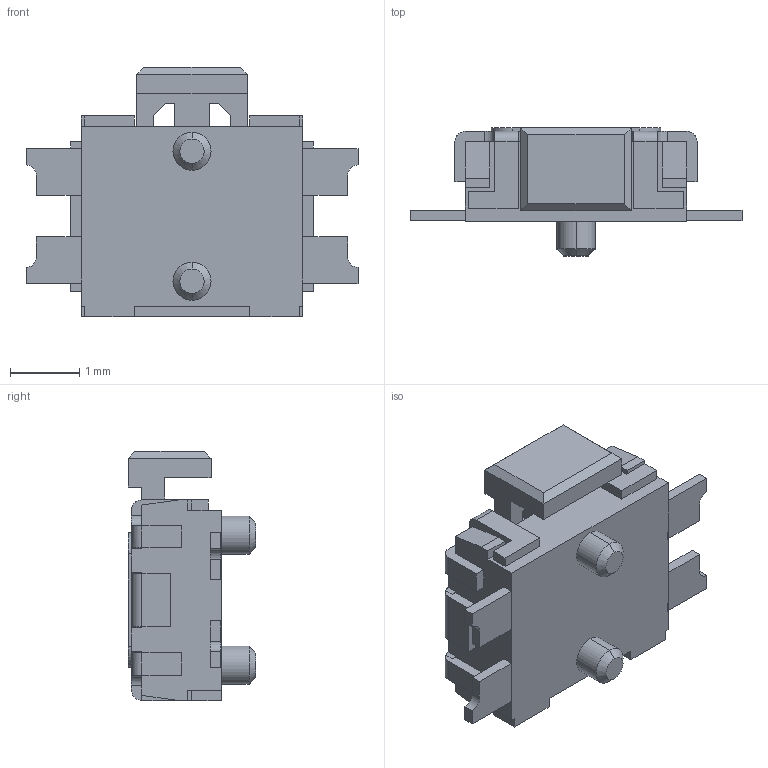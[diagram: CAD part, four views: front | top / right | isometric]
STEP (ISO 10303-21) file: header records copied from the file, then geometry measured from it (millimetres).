
FILE_DESCRIPTION (( 'STEP AP214' ), '1' );
FILE_NAME ('XKB Connectivity TS-1186F-B-A.STEP', '2022-09-06T19:03:24', ( '' ), ( '' ), 'SwSTEP 2.0', 'SolidWorks 2022', '' );
FILE_SCHEMA (( 'AUTOMOTIVE_DESIGN' ));
Length unit declared in the file: millimetre
Products named in the file (1): XKB Connectivity TS-1186F-B-A
Bounding box: 4.8 x 1.85 x 3.6 mm (x, y, z)
Volume: 13.2 mm3; surface area: 50.8 mm2
Topology: 1 solids, 1 shells, 190 faces, 525 edges, 340 vertices
Faces by surface type: plane 151, cylinder 35, cone 4
Entity records: 6829 total; most frequent: CARTESIAN_POINT 1128, ORIENTED_EDGE 1050, DIRECTION 973, EDGE_CURVE 525, VECTOR 439, LINE 439, VERTEX_POINT 340, AXIS2_PLACEMENT_3D 267
